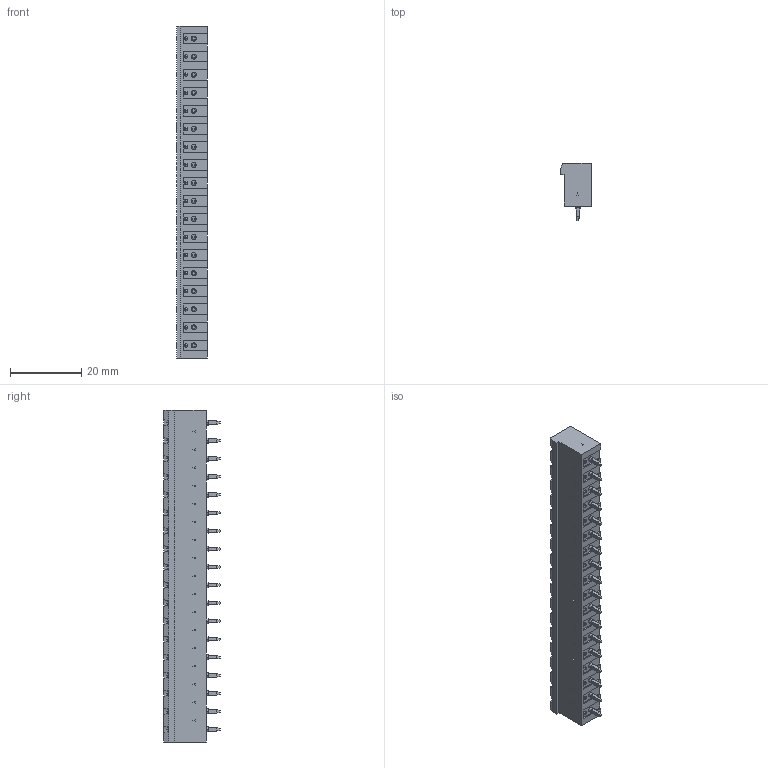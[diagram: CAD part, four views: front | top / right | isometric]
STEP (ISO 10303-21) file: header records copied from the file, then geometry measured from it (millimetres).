
FILE_DESCRIPTION(('STEP AP214'),'1');
FILE_NAME('1755891.stp','2020-03-13T16:00:18',('TraceParts'),('TraceParts S.A.'),'Spatial InterOp 3D',' ',' ');
FILE_SCHEMA(('AUTOMOTIVE_DESIGN { 1 0 10303 214 1 1 1 1 }'));
Length unit declared in the file: millimetre
Products named in the file (1): 1755891
Bounding box: 8.6 x 15.9 x 93.44 mm (x, y, z)
Volume: 4610.2 mm3; surface area: 6522.5 mm2
Topology: 1 solids, 1 shells, 1168 faces, 2807 edges, 1751 vertices
Faces by surface type: plane 929, cylinder 131, sphere 72, cone 36
Entity records: 43110 total; most frequent: CARTESIAN_POINT 6159, DIRECTION 5768, ORIENTED_EDGE 5614, EDGE_CURVE 2807, LINE 2112, VECTOR 2112, AXIS2_PLACEMENT_3D 1828, VERTEX_POINT 1751
